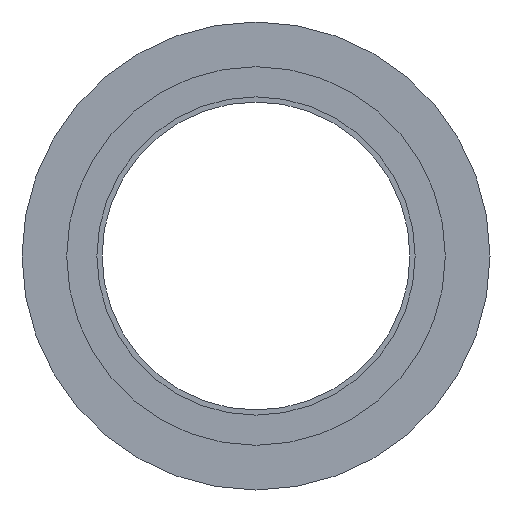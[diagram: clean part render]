
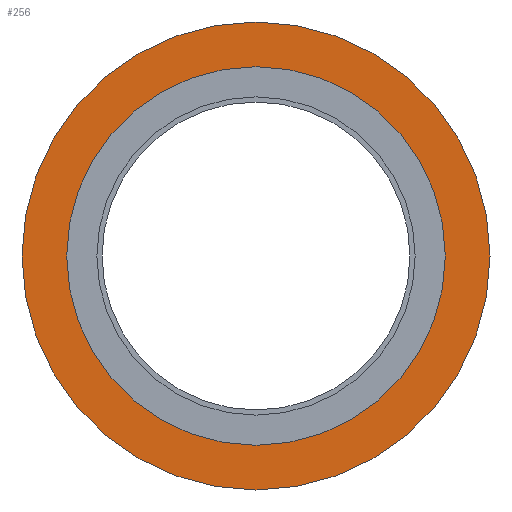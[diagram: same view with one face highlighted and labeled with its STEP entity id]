
A CAD part, left-side view. The second image highlights one B-rep face of the part: STEP entity #256.
In plain terms, the highlighted planar face has unit normal (-1, 0, 0).
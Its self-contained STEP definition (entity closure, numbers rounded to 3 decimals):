
#39 = DIRECTION ( 'NONE',  ( -1., 0., 0. ) ) ;
#71 = AXIS2_PLACEMENT_3D ( 'NONE', #513, #457, #103 ) ;
#102 = CARTESIAN_POINT ( 'NONE',  ( -10.38, -1.385, 38.75 ) ) ;
#103 = DIRECTION ( 'NONE',  ( 0., 0., 1. ) ) ;
#124 = CIRCLE ( 'NONE', #236, 31.35 ) ;
#152 = DIRECTION ( 'NONE',  ( -1., 0., 0. ) ) ;
#157 = CARTESIAN_POINT ( 'NONE',  ( -10.38, 37.365, 0. ) ) ;
#169 = VERTEX_POINT ( 'NONE', #215 ) ;
#191 = EDGE_CURVE ( 'NONE', #582, #169, #209, .T. ) ;
#203 = ORIENTED_EDGE ( 'NONE', *, *, #618, .F. ) ;
#205 = CIRCLE ( 'NONE', #741, 38.75 ) ;
#209 = CIRCLE ( 'NONE', #654, 31.35 ) ;
#214 = CARTESIAN_POINT ( 'NONE',  ( -10.38, -1.385, -31.35 ) ) ;
#215 = CARTESIAN_POINT ( 'NONE',  ( -10.38, -1.385, 31.35 ) ) ;
#218 = VERTEX_POINT ( 'NONE', #346 ) ;
#236 = AXIS2_PLACEMENT_3D ( 'NONE', #400, #276, #634 ) ;
#256 = ADVANCED_FACE ( 'NONE', ( #404, #578 ), #639, .F. ) ;
#276 = DIRECTION ( 'NONE',  ( -1., 0., 0. ) ) ;
#332 = ORIENTED_EDGE ( 'NONE', *, *, #342, .T. ) ;
#338 = EDGE_LOOP ( 'NONE', ( #203, #479 ) ) ;
#342 = EDGE_CURVE ( 'NONE', #218, #344, #205, .T. ) ;
#344 = VERTEX_POINT ( 'NONE', #102 ) ;
#346 = CARTESIAN_POINT ( 'NONE',  ( -10.38, -1.385, -38.75 ) ) ;
#391 = AXIS2_PLACEMENT_3D ( 'NONE', #157, #407, #644 ) ;
#400 = CARTESIAN_POINT ( 'NONE',  ( -10.38, -1.385, 0. ) ) ;
#404 = FACE_BOUND ( 'NONE', #338, .T. ) ;
#407 = DIRECTION ( 'NONE',  ( 1., 0., 0. ) ) ;
#428 = CIRCLE ( 'NONE', #71, 38.75 ) ;
#457 = DIRECTION ( 'NONE',  ( -1., 0., 0. ) ) ;
#474 = CARTESIAN_POINT ( 'NONE',  ( -10.38, -1.385, 0. ) ) ;
#479 = ORIENTED_EDGE ( 'NONE', *, *, #191, .F. ) ;
#494 = EDGE_LOOP ( 'NONE', ( #621, #332 ) ) ;
#513 = CARTESIAN_POINT ( 'NONE',  ( -10.38, -1.385, 0. ) ) ;
#517 = DIRECTION ( 'NONE',  ( 0., 0., 1. ) ) ;
#578 = FACE_OUTER_BOUND ( 'NONE', #494, .T. ) ;
#582 = VERTEX_POINT ( 'NONE', #214 ) ;
#618 = EDGE_CURVE ( 'NONE', #169, #582, #124, .T. ) ;
#621 = ORIENTED_EDGE ( 'NONE', *, *, #671, .T. ) ;
#634 = DIRECTION ( 'NONE',  ( 0., 0., 1. ) ) ;
#639 = PLANE ( 'NONE',  #391 ) ;
#644 = DIRECTION ( 'NONE',  ( 0., 0., -1. ) ) ;
#651 = DIRECTION ( 'NONE',  ( 0., 0., 1. ) ) ;
#654 = AXIS2_PLACEMENT_3D ( 'NONE', #773, #152, #517 ) ;
#671 = EDGE_CURVE ( 'NONE', #344, #218, #428, .T. ) ;
#741 = AXIS2_PLACEMENT_3D ( 'NONE', #474, #39, #651 ) ;
#773 = CARTESIAN_POINT ( 'NONE',  ( -10.38, -1.385, 0. ) ) ;
